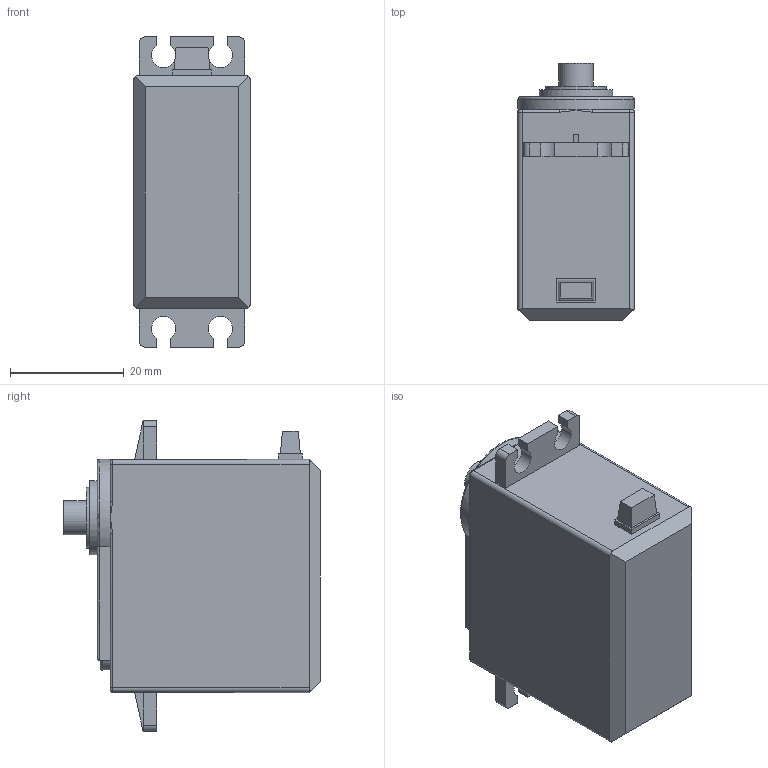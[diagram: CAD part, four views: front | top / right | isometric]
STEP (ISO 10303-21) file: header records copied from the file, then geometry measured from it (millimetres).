
FILE_DESCRIPTION(/* description */ ('STEP AP242','CAx-IF Rec.Pracs.---Representation and Presentation of Product Manufacturing Information (PMI)---4.0---2014-10-13','CAx-IF Rec.Pracs.---3D Tessellated Geometry---0.4---2014-09-14','2;1'),/* implementation_level */ '2;1');
FILE_NAME(/* name */ 'Ref_Model - Servo Motor MG996R 3D Model.step[1]',/* time_stamp */ '2025-08-11T20:51:06Z',/* author */ (''),/* organization */ (''),/* preprocessor_version */ 'ST-DEVELOPER v20',/* originating_system */ 'ONSHAPE BY PTC INC, 1.202',/* authorisation */ ' ');
FILE_SCHEMA (('AP242_MANAGED_MODEL_BASED_3D_ENGINEERING_MIM_LF { 1 0 10303 442 1 1 4 }'));
Length unit declared in the file: metre
Products named in the file (1): Servo Motor MG996R 3D Model.step[1]
Bounding box: 20.5 x 45.2 x 54.6 mm (x, y, z)
Volume: 33145.4 mm3; surface area: 7048 mm2
Topology: 1 solids, 1 shells, 101 faces, 254 edges, 157 vertices
Faces by surface type: plane 61, cylinder 28, torus 6, bspline 6
Full cylindrical faces by diameter (mm): 2.5 x1, 6 x1, 10.7 x1, 13 x1
Entity records: 3285 total; most frequent: CARTESIAN_POINT 791, ORIENTED_EDGE 496, DIRECTION 477, EDGE_CURVE 248, LINE 167, VECTOR 167, VERTEX_POINT 157, AXIS2_PLACEMENT_3D 155
